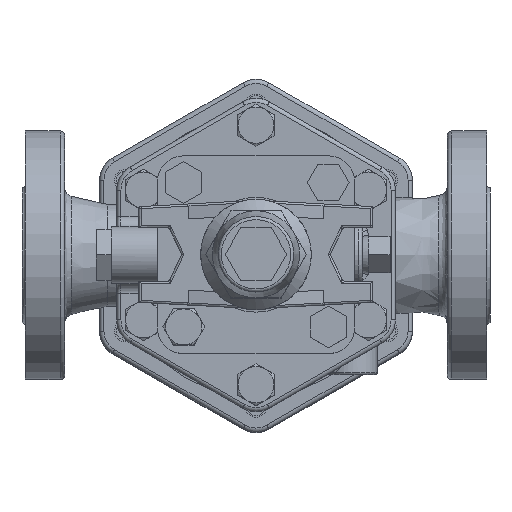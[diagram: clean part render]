
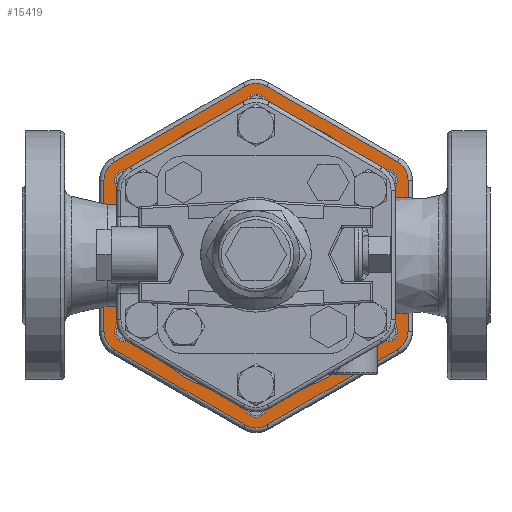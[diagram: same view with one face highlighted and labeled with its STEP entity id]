
A CAD part, top view. The second image highlights one B-rep face of the part: STEP entity #15419.
In plain terms, the highlighted planar face has unit normal (0, 0, 1).
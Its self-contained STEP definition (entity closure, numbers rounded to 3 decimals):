
#506=FACE_BOUND('',#2607,.T.);
#507=FACE_BOUND('',#2608,.T.);
#508=FACE_BOUND('',#2609,.T.);
#509=FACE_BOUND('',#2610,.T.);
#510=FACE_BOUND('',#2611,.T.);
#511=FACE_BOUND('',#2612,.T.);
#512=FACE_BOUND('',#2613,.T.);
#845=PLANE('',#16539);
#1508=FACE_OUTER_BOUND('',#2606,.T.);
#2606=EDGE_LOOP('',(#10925,#10926,#10927,#10928,#10929,#10930,#10931,#10932,
#10933,#10934,#10935,#10936));
#2607=EDGE_LOOP('',(#10937));
#2608=EDGE_LOOP('',(#10938));
#2609=EDGE_LOOP('',(#10939));
#2610=EDGE_LOOP('',(#10940));
#2611=EDGE_LOOP('',(#10941));
#2612=EDGE_LOOP('',(#10942));
#2613=EDGE_LOOP('',(#10943));
#3861=LINE('',#25006,#4688);
#3863=LINE('',#25018,#4690);
#3865=LINE('',#25030,#4692);
#3867=LINE('',#25042,#4694);
#3869=LINE('',#25054,#4696);
#3871=LINE('',#25063,#4698);
#4688=VECTOR('',#18466,71.);
#4690=VECTOR('',#18480,71.);
#4692=VECTOR('',#18494,71.);
#4694=VECTOR('',#18508,71.);
#4696=VECTOR('',#18522,71.);
#4698=VECTOR('',#18534,71.);
#5491=CIRCLE('',#16498,10.012);
#5494=CIRCLE('',#16503,10.012);
#5498=CIRCLE('',#16509,10.012);
#5502=CIRCLE('',#16515,10.012);
#5506=CIRCLE('',#16521,10.012);
#5510=CIRCLE('',#16527,10.012);
#5515=CIRCLE('',#16540,66.279);
#5516=CIRCLE('',#16541,4.188);
#5517=CIRCLE('',#16542,4.188);
#5518=CIRCLE('',#16543,4.188);
#5519=CIRCLE('',#16544,4.188);
#5520=CIRCLE('',#16545,4.188);
#5521=CIRCLE('',#16546,4.188);
#6812=VERTEX_POINT('',#24994);
#6815=VERTEX_POINT('',#24999);
#6817=VERTEX_POINT('',#25004);
#6819=VERTEX_POINT('',#25010);
#6821=VERTEX_POINT('',#25016);
#6823=VERTEX_POINT('',#25022);
#6825=VERTEX_POINT('',#25028);
#6827=VERTEX_POINT('',#25034);
#6829=VERTEX_POINT('',#25040);
#6831=VERTEX_POINT('',#25046);
#6833=VERTEX_POINT('',#25052);
#6835=VERTEX_POINT('',#25058);
#6843=VERTEX_POINT('',#25092);
#6844=VERTEX_POINT('',#25094);
#6845=VERTEX_POINT('',#25096);
#6846=VERTEX_POINT('',#25098);
#6847=VERTEX_POINT('',#25100);
#6848=VERTEX_POINT('',#25102);
#6849=VERTEX_POINT('',#25104);
#8360=EDGE_CURVE('',#6815,#6812,#5491,.T.);
#8362=EDGE_CURVE('',#6817,#6815,#3861,.T.);
#8365=EDGE_CURVE('',#6819,#6817,#5494,.T.);
#8368=EDGE_CURVE('',#6821,#6819,#3863,.T.);
#8371=EDGE_CURVE('',#6823,#6821,#5498,.T.);
#8374=EDGE_CURVE('',#6825,#6823,#3865,.T.);
#8377=EDGE_CURVE('',#6827,#6825,#5502,.T.);
#8380=EDGE_CURVE('',#6829,#6827,#3867,.T.);
#8383=EDGE_CURVE('',#6831,#6829,#5506,.T.);
#8386=EDGE_CURVE('',#6833,#6831,#3869,.T.);
#8389=EDGE_CURVE('',#6835,#6833,#5510,.T.);
#8391=EDGE_CURVE('',#6812,#6835,#3871,.T.);
#8406=EDGE_CURVE('',#6843,#6843,#5515,.T.);
#8407=EDGE_CURVE('',#6844,#6844,#5516,.T.);
#8408=EDGE_CURVE('',#6845,#6845,#5517,.T.);
#8409=EDGE_CURVE('',#6846,#6846,#5518,.T.);
#8410=EDGE_CURVE('',#6847,#6847,#5519,.T.);
#8411=EDGE_CURVE('',#6848,#6848,#5520,.T.);
#8412=EDGE_CURVE('',#6849,#6849,#5521,.T.);
#10925=ORIENTED_EDGE('',*,*,#8360,.F.);
#10926=ORIENTED_EDGE('',*,*,#8362,.F.);
#10927=ORIENTED_EDGE('',*,*,#8365,.F.);
#10928=ORIENTED_EDGE('',*,*,#8368,.F.);
#10929=ORIENTED_EDGE('',*,*,#8371,.F.);
#10930=ORIENTED_EDGE('',*,*,#8374,.F.);
#10931=ORIENTED_EDGE('',*,*,#8377,.F.);
#10932=ORIENTED_EDGE('',*,*,#8380,.F.);
#10933=ORIENTED_EDGE('',*,*,#8383,.F.);
#10934=ORIENTED_EDGE('',*,*,#8386,.F.);
#10935=ORIENTED_EDGE('',*,*,#8389,.F.);
#10936=ORIENTED_EDGE('',*,*,#8391,.F.);
#10937=ORIENTED_EDGE('',*,*,#8406,.F.);
#10938=ORIENTED_EDGE('',*,*,#8407,.T.);
#10939=ORIENTED_EDGE('',*,*,#8408,.T.);
#10940=ORIENTED_EDGE('',*,*,#8409,.T.);
#10941=ORIENTED_EDGE('',*,*,#8410,.T.);
#10942=ORIENTED_EDGE('',*,*,#8411,.T.);
#10943=ORIENTED_EDGE('',*,*,#8412,.T.);
#15419=ADVANCED_FACE('',(#1508,#506,#507,#508,#509,#510,#511,#512),#845,
 .T.);
#16498=AXIS2_PLACEMENT_3D('',#25001,#18460,#18461);
#16503=AXIS2_PLACEMENT_3D('',#25012,#18472,#18473);
#16509=AXIS2_PLACEMENT_3D('',#25024,#18486,#18487);
#16515=AXIS2_PLACEMENT_3D('',#25036,#18500,#18501);
#16521=AXIS2_PLACEMENT_3D('',#25048,#18514,#18515);
#16527=AXIS2_PLACEMENT_3D('',#25060,#18528,#18529);
#16539=AXIS2_PLACEMENT_3D('',#25091,#18564,#18565);
#16540=AXIS2_PLACEMENT_3D('',#25093,#18566,#18567);
#16541=AXIS2_PLACEMENT_3D('',#25095,#18568,#18569);
#16542=AXIS2_PLACEMENT_3D('',#25097,#18570,#18571);
#16543=AXIS2_PLACEMENT_3D('',#25099,#18572,#18573);
#16544=AXIS2_PLACEMENT_3D('',#25101,#18574,#18575);
#16545=AXIS2_PLACEMENT_3D('',#25103,#18576,#18577);
#16546=AXIS2_PLACEMENT_3D('',#25105,#18578,#18579);
#18460=DIRECTION('center_axis',(0.,0.,-1.));
#18461=DIRECTION('ref_axis',(-0.866,0.5,0.));
#18466=DIRECTION('',(0.,1.,0.));
#18472=DIRECTION('center_axis',(0.,0.,-1.));
#18473=DIRECTION('ref_axis',(-0.866,-0.5,0.));
#18480=DIRECTION('',(-0.866,0.5,0.));
#18486=DIRECTION('center_axis',(0.,0.,-1.));
#18487=DIRECTION('ref_axis',(0.,-1.,0.));
#18494=DIRECTION('',(-0.866,-0.5,0.));
#18500=DIRECTION('center_axis',(0.,0.,-1.));
#18501=DIRECTION('ref_axis',(0.866,-0.5,0.));
#18508=DIRECTION('',(0.,-1.,0.));
#18514=DIRECTION('center_axis',(0.,0.,-1.));
#18515=DIRECTION('ref_axis',(0.866,0.5,0.));
#18522=DIRECTION('',(0.866,-0.5,0.));
#18528=DIRECTION('center_axis',(0.,0.,-1.));
#18529=DIRECTION('ref_axis',(0.,1.,0.));
#18534=DIRECTION('',(0.866,0.5,0.));
#18564=DIRECTION('center_axis',(0.,0.,1.));
#18565=DIRECTION('ref_axis',(1.,0.,0.));
#18566=DIRECTION('center_axis',(0.,0.,1.));
#18567=DIRECTION('ref_axis',(-1.,0.,0.));
#18568=DIRECTION('center_axis',(0.,0.,-1.));
#18569=DIRECTION('ref_axis',(1.,0.,0.));
#18570=DIRECTION('center_axis',(0.,0.,-1.));
#18571=DIRECTION('ref_axis',(0.5,0.866,0.));
#18572=DIRECTION('center_axis',(0.,0.,-1.));
#18573=DIRECTION('ref_axis',(-0.5,0.866,0.));
#18574=DIRECTION('center_axis',(0.,0.,-1.));
#18575=DIRECTION('ref_axis',(-1.,0.,0.));
#18576=DIRECTION('center_axis',(0.,0.,-1.));
#18577=DIRECTION('ref_axis',(-0.5,-0.866,0.));
#18578=DIRECTION('center_axis',(0.,0.,-1.));
#18579=DIRECTION('ref_axis',(0.5,-0.866,0.));
#24994=CARTESIAN_POINT('',(-66.494,44.171,17.));
#24999=CARTESIAN_POINT('',(-71.5,35.5,17.));
#25001=CARTESIAN_POINT('Origin',(-61.488,35.5,17.));
#25004=CARTESIAN_POINT('',(-71.5,-35.5,17.));
#25006=CARTESIAN_POINT('',(-71.5,21.218,17.));
#25010=CARTESIAN_POINT('',(-66.494,-44.171,17.));
#25012=CARTESIAN_POINT('Origin',(-61.488,-35.5,17.));
#25016=CARTESIAN_POINT('',(-5.006,-79.671,17.));
#25018=CARTESIAN_POINT('',(-54.125,-51.312,17.));
#25022=CARTESIAN_POINT('',(5.006,-79.671,17.));
#25024=CARTESIAN_POINT('Origin',(0.,-71.,17.));
#25028=CARTESIAN_POINT('',(66.494,-44.171,17.));
#25030=CARTESIAN_POINT('',(17.375,-72.53,17.));
#25034=CARTESIAN_POINT('',(71.5,-35.5,17.));
#25036=CARTESIAN_POINT('Origin',(61.488,-35.5,17.));
#25040=CARTESIAN_POINT('',(71.5,35.5,17.));
#25042=CARTESIAN_POINT('',(71.5,-21.218,17.));
#25046=CARTESIAN_POINT('',(66.494,44.171,17.));
#25048=CARTESIAN_POINT('Origin',(61.488,35.5,17.));
#25052=CARTESIAN_POINT('',(5.006,79.671,17.));
#25054=CARTESIAN_POINT('',(54.125,51.312,17.));
#25058=CARTESIAN_POINT('',(-5.006,79.671,17.));
#25060=CARTESIAN_POINT('Origin',(0.,71.,17.));
#25063=CARTESIAN_POINT('',(-17.375,72.53,17.));
#25091=CARTESIAN_POINT('Origin',(0.,0.,17.));
#25092=CARTESIAN_POINT('',(66.279,0.,17.));
#25093=CARTESIAN_POINT('Origin',(0.,0.,17.));
#25094=CARTESIAN_POINT('',(-57.3,35.5,17.));
#25095=CARTESIAN_POINT('Origin',(-61.488,35.5,17.));
#25096=CARTESIAN_POINT('',(-59.394,-31.873,17.));
#25097=CARTESIAN_POINT('Origin',(-61.488,-35.5,17.));
#25098=CARTESIAN_POINT('',(-2.094,-67.373,17.));
#25099=CARTESIAN_POINT('Origin',(0.,-71.,17.));
#25100=CARTESIAN_POINT('',(57.3,-35.5,17.));
#25101=CARTESIAN_POINT('Origin',(61.488,-35.5,17.));
#25102=CARTESIAN_POINT('',(59.394,31.873,17.));
#25103=CARTESIAN_POINT('Origin',(61.488,35.5,17.));
#25104=CARTESIAN_POINT('',(2.094,67.373,17.));
#25105=CARTESIAN_POINT('Origin',(0.,71.,17.));
